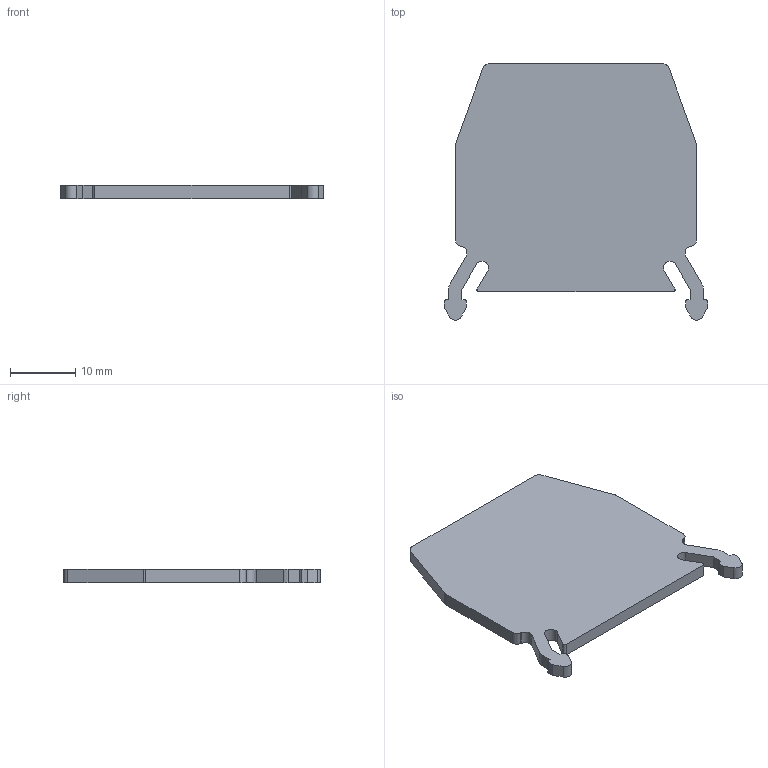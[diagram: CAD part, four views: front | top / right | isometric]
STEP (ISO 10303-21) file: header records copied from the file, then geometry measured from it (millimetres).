
FILE_DESCRIPTION(/* description */ ('Abschlusswand GRAU','CAx-IF Rec.Pracs.---Representation and Presentation of Product Manufacturing Information (PMI)---3.8---2014-02-18'),/* implementation_level */ '2;1');
FILE_NAME(/* name */ 'Abschlusswand GRAU.stp',/* time_stamp */ '2018-04-25T14:36:39+02:00',/* author */ ('tec-sl'),/* organization */ (''),/* preprocessor_version */ 'ST-DEVELOPER v16.1',/* originating_system */ 'Autodesk Inventor 2016',/* authorisation */ '');
FILE_SCHEMA (('AP242_MANAGED_MODEL_BASED_3D_ENGINEERING_MIM_LF { 1 0 10303 442 1 1 4 }'));
Length unit declared in the file: millimetre
Products named in the file (1): Abschlusswand GRAU
Bounding box: 40.39 x 39.35 x 2 mm (x, y, z)
Volume: 2467.9 mm3; surface area: 2826.7 mm2
Topology: 1 solids, 1 shells, 52 faces, 150 edges, 100 vertices
Faces by surface type: plane 32, cylinder 20
Entity records: 1738 total; most frequent: CARTESIAN_POINT 303, ORIENTED_EDGE 300, DIRECTION 296, EDGE_CURVE 150, LINE 110, VECTOR 110, VERTEX_POINT 100, AXIS2_PLACEMENT_3D 93
